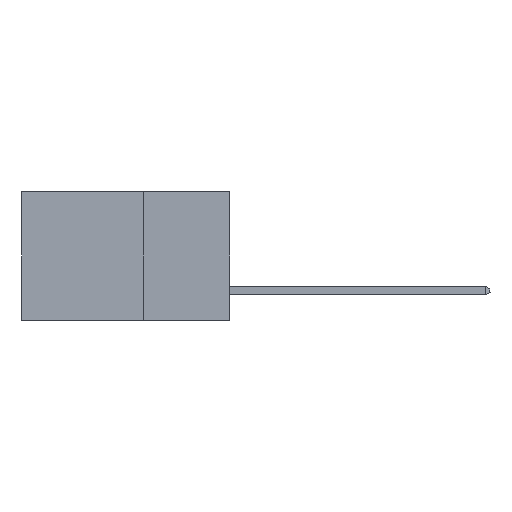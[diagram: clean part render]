
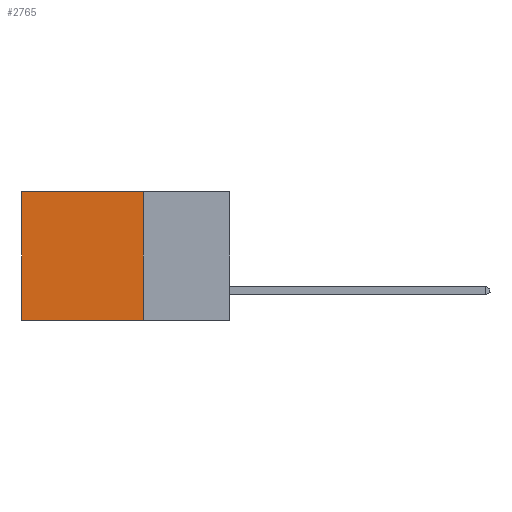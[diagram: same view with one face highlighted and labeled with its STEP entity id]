
A CAD part, left-side view. The second image highlights one B-rep face of the part: STEP entity #2765.
In plain terms, the highlighted planar face has unit normal (-1, 0, 0).
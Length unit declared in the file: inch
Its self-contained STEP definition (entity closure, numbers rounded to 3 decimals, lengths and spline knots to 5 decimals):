
#1978 = CARTESIAN_POINT ( 'NONE',  ( 0.298, 0.25, 0. ) ) ;
#2765 = ADVANCED_FACE ( 'NONE', ( #13318 ), #22597, .F. ) ;
#2876 = CARTESIAN_POINT ( 'NONE',  ( 0.298, 0.25, -0.37 ) ) ;
#3807 = EDGE_CURVE ( 'NONE', #6211, #12591, #23672, .T. ) ;
#4171 = ORIENTED_EDGE ( 'NONE', *, *, #21873, .T. ) ;
#6211 = VERTEX_POINT ( 'NONE', #2876 ) ;
#6669 = AXIS2_PLACEMENT_3D ( 'NONE', #12539, #10456, #22867 ) ;
#7709 = VECTOR ( 'NONE', #11602, 39.37008 ) ;
#8342 = LINE ( 'NONE', #19659, #7709 ) ;
#9064 = EDGE_LOOP ( 'NONE', ( #4171, #21125, #23407, #18666 ) ) ;
#10414 = CARTESIAN_POINT ( 'NONE',  ( 0.298, 0.25, 0. ) ) ;
#10456 = DIRECTION ( 'NONE',  ( 1., 0., 0. ) ) ;
#10507 = DIRECTION ( 'NONE',  ( 0., 0., -1. ) ) ;
#11200 = CARTESIAN_POINT ( 'NONE',  ( 0.298, 0.6, -0.37 ) ) ;
#11214 = EDGE_CURVE ( 'NONE', #16751, #21470, #8342, .T. ) ;
#11403 = EDGE_CURVE ( 'NONE', #16751, #6211, #11554, .T. ) ;
#11554 = LINE ( 'NONE', #10414, #16693 ) ;
#11602 = DIRECTION ( 'NONE',  ( 0., 1., 0. ) ) ;
#12539 = CARTESIAN_POINT ( 'NONE',  ( 0.298, 0.25, 0. ) ) ;
#12591 = VERTEX_POINT ( 'NONE', #11200 ) ;
#13090 = VECTOR ( 'NONE', #24354, 39.37008 ) ;
#13318 = FACE_OUTER_BOUND ( 'NONE', #9064, .T. ) ;
#15616 = DIRECTION ( 'NONE',  ( 0., 1., 0. ) ) ;
#16693 = VECTOR ( 'NONE', #10507, 39.37008 ) ;
#16751 = VERTEX_POINT ( 'NONE', #1978 ) ;
#17916 = CARTESIAN_POINT ( 'NONE',  ( 0.298, 0.6, 0. ) ) ;
#18666 = ORIENTED_EDGE ( 'NONE', *, *, #11214, .T. ) ;
#19659 = CARTESIAN_POINT ( 'NONE',  ( 0.298, 0.25, 0. ) ) ;
#20941 = CARTESIAN_POINT ( 'NONE',  ( 0.298, 0.6, 0. ) ) ;
#21125 = ORIENTED_EDGE ( 'NONE', *, *, #3807, .F. ) ;
#21470 = VERTEX_POINT ( 'NONE', #20941 ) ;
#21873 = EDGE_CURVE ( 'NONE', #21470, #12591, #23500, .T. ) ;
#22597 = PLANE ( 'NONE',  #6669 ) ;
#22867 = DIRECTION ( 'NONE',  ( 0., 0., -1. ) ) ;
#23407 = ORIENTED_EDGE ( 'NONE', *, *, #11403, .F. ) ;
#23500 = LINE ( 'NONE', #17916, #13090 ) ;
#23672 = LINE ( 'NONE', #24158, #24950 ) ;
#24158 = CARTESIAN_POINT ( 'NONE',  ( 0.298, 0.25, -0.37 ) ) ;
#24354 = DIRECTION ( 'NONE',  ( 0., 0., -1. ) ) ;
#24950 = VECTOR ( 'NONE', #15616, 39.37008 ) ;
